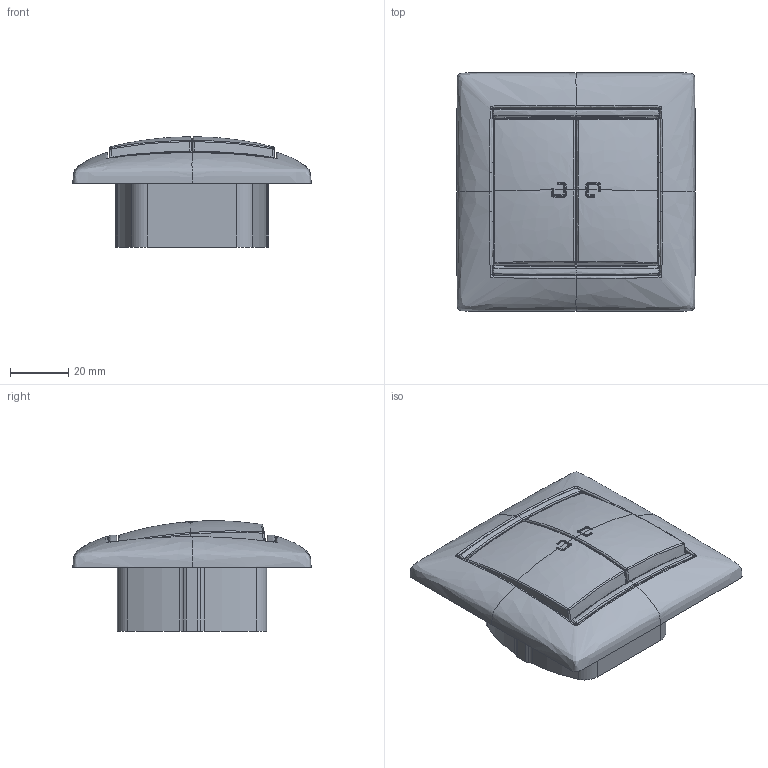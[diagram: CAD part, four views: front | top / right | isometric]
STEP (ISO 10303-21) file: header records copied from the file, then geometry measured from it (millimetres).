
FILE_DESCRIPTION(('STEP AP242'), '1');
FILE_NAME('774428', '', ('UNSPECIFIED'), ('UNSPECIFIED'), 'C3D Converter', 'C3D Toolkit', '');
FILE_SCHEMA(('AP242_MANAGED_MODEL_BASED_3D_ENGINEERING_MIM_LF { 1 0 10303 442 1 1 4 }'));
Length unit declared in the file: millimetre
Products named in the file (1): БЕИВ.642346.016
Bounding box: 82 x 82 x 37.97 mm (x, y, z)
Volume: 113535.6 mm3; surface area: 32060.8 mm2
Topology: 1 solids, 5 shells, 1532 faces, 4251 edges, 2664 vertices
Faces by surface type: bspline 757, plane 471, cylinder 208, cone 64, sphere 16, extrusion 14, torus 2
Entity records: 142416 total; most frequent: CARTESIAN_POINT 99175, ORIENTED_EDGE 8400, EDGE_CURVE 4200, DIRECTION 3197, B_SPLINE_CURVE_WITH_KNOTS 2660, VERTEX_POINT 2656, FACE_BOUND 1554, EDGE_LOOP 1554
